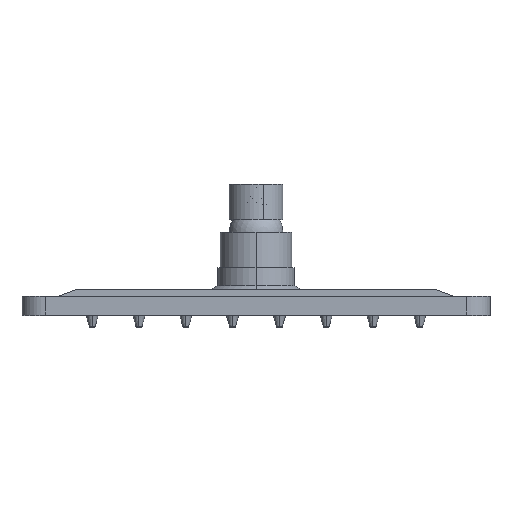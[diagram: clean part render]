
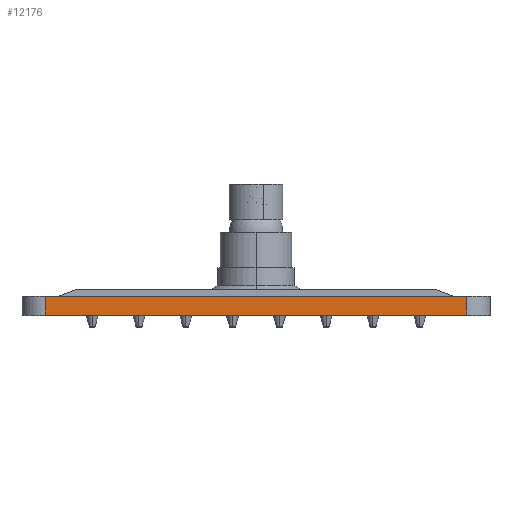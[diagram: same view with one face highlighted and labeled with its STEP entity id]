
A CAD part, top view. The second image highlights one B-rep face of the part: STEP entity #12176.
In plain terms, the highlighted planar face has unit normal (0, 0, 1).
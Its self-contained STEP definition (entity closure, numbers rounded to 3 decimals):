
#122 = ORIENTED_EDGE ( 'NONE', *, *, #14159, .T. ) ;
#984 = DIRECTION ( 'NONE',  ( 0., -1., 0. ) ) ;
#2562 = CARTESIAN_POINT ( 'NONE',  ( -90., 0., 100. ) ) ;
#2566 = CARTESIAN_POINT ( 'NONE',  ( -100., 0., 100. ) ) ;
#3071 = CARTESIAN_POINT ( 'NONE',  ( -90., 8., 100. ) ) ;
#3248 = CARTESIAN_POINT ( 'NONE',  ( -90., 8., 100. ) ) ;
#3300 = DIRECTION ( 'NONE',  ( 0., 0., -1. ) ) ;
#3581 = LINE ( 'NONE', #12175, #6819 ) ;
#3884 = DIRECTION ( 'NONE',  ( 1., 0., 0. ) ) ;
#3948 = DIRECTION ( 'NONE',  ( 1., 0., 0. ) ) ;
#5776 = CARTESIAN_POINT ( 'NONE',  ( 90., 0., 100. ) ) ;
#5907 = VERTEX_POINT ( 'NONE', #6678 ) ;
#6437 = EDGE_CURVE ( 'NONE', #12682, #9262, #16013, .T. ) ;
#6558 = VECTOR ( 'NONE', #3884, 1000. ) ;
#6678 = CARTESIAN_POINT ( 'NONE',  ( 90., 8., 100. ) ) ;
#6819 = VECTOR ( 'NONE', #11993, 1000. ) ;
#7337 = FACE_OUTER_BOUND ( 'NONE', #7654, .T. ) ;
#7654 = EDGE_LOOP ( 'NONE', ( #13270, #8758, #122, #14520 ) ) ;
#8166 = CARTESIAN_POINT ( 'NONE',  ( -100., 8., 100. ) ) ;
#8758 = ORIENTED_EDGE ( 'NONE', *, *, #6437, .T. ) ;
#8797 = PLANE ( 'NONE',  #12190 ) ;
#9262 = VERTEX_POINT ( 'NONE', #2562 ) ;
#10059 = VECTOR ( 'NONE', #984, 1000. ) ;
#10907 = VECTOR ( 'NONE', #3948, 1000. ) ;
#11063 = LINE ( 'NONE', #8166, #10907 ) ;
#11993 = DIRECTION ( 'NONE',  ( 0., 1., 0. ) ) ;
#12175 = CARTESIAN_POINT ( 'NONE',  ( 90., 8., 100. ) ) ;
#12176 = ADVANCED_FACE ( 'NONE', ( #7337 ), #8797, .F. ) ;
#12190 = AXIS2_PLACEMENT_3D ( 'NONE', #13007, #3300, #17186 ) ;
#12482 = LINE ( 'NONE', #2566, #6558 ) ;
#12682 = VERTEX_POINT ( 'NONE', #3071 ) ;
#13007 = CARTESIAN_POINT ( 'NONE',  ( -100., 8., 100. ) ) ;
#13270 = ORIENTED_EDGE ( 'NONE', *, *, #16237, .F. ) ;
#13497 = EDGE_CURVE ( 'NONE', #15393, #5907, #3581, .T. ) ;
#14159 = EDGE_CURVE ( 'NONE', #9262, #15393, #12482, .T. ) ;
#14520 = ORIENTED_EDGE ( 'NONE', *, *, #13497, .T. ) ;
#15393 = VERTEX_POINT ( 'NONE', #5776 ) ;
#16013 = LINE ( 'NONE', #3248, #10059 ) ;
#16237 = EDGE_CURVE ( 'NONE', #12682, #5907, #11063, .T. ) ;
#17186 = DIRECTION ( 'NONE',  ( -1., 0., 0. ) ) ;
